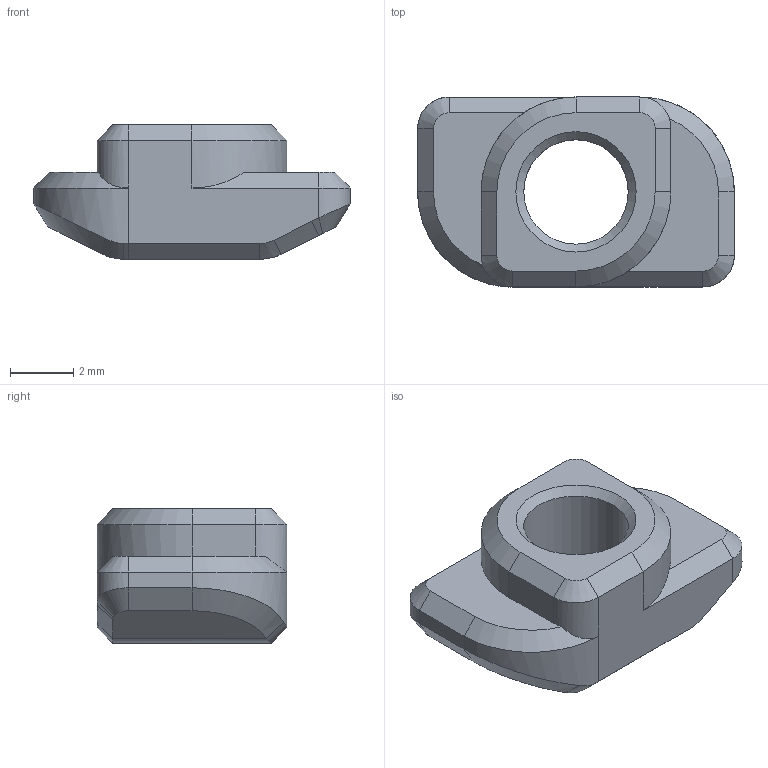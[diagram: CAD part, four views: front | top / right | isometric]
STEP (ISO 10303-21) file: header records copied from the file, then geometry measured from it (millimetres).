
FILE_DESCRIPTION(('FreeCAD Model'),'2;1');
FILE_NAME('Open CASCADE Shape Model','2024-05-18T18:32:31',(''),(''), 'Open CASCADE STEP processor 7.6','FreeCAD','Unknown');
FILE_SCHEMA(('AP242_MANAGED_MODEL_BASED_3D_ENGINEERING_MIM_LF. {1 0 10303 442 1 1 4 }'));
Length unit declared in the file: millimetre
Products named in the file (1): Body
Bounding box: 10 x 6 x 4.25 mm (x, y, z)
Volume: 140.5 mm3; surface area: 211.5 mm2
Topology: 1 solids, 1 shells, 59 faces, 137 edges, 80 vertices
Faces by surface type: plane 26, cone 14, cylinder 11, bspline 8
Full cylindrical faces by diameter (mm): 3.3 x1
Entity records: 4010 total; most frequent: CARTESIAN_POINT 1306, DIRECTION 475, LINE 296, VECTOR 296, ORIENTED_EDGE 274, PCURVE 274, DEFINITIONAL_REPRESENTATION 274, EDGE_CURVE 137
